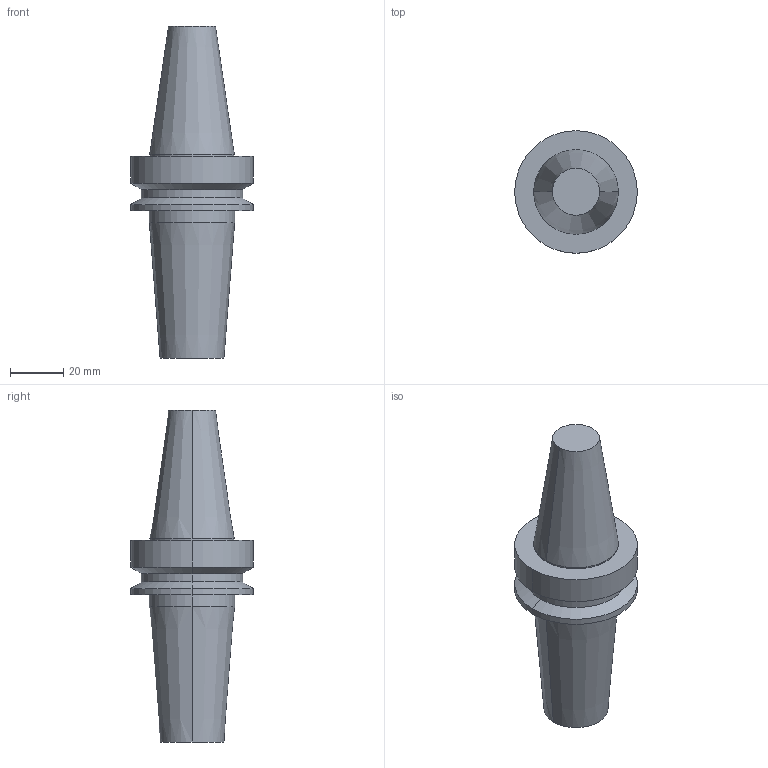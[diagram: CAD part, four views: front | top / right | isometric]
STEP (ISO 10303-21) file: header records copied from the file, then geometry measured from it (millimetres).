
FILE_DESCRIPTION (( 'STEP AP203' ), '1' );
FILE_NAME ('BBT30-SF_375-3.stp', '2022-02-23T16:24:02', ( '' ), ( '' ), 'SwSTEP 2.0', 'SolidWorks 2021', '' );
FILE_SCHEMA (( 'CONFIG_CONTROL_DESIGN' ));
Length unit declared in the file: millimetre
Products named in the file (1): BBT30-SF_375-3
Bounding box: 46 x 46 x 124.6 mm (x, y, z)
Volume: 88038.2 mm3; surface area: 15672.9 mm2
Topology: 1 solids, 1 shells, 27 faces, 52 edges, 32 vertices
Faces by surface type: cylinder 12, cone 8, plane 7
Entity records: 771 total; most frequent: DIRECTION 140, CARTESIAN_POINT 112, ORIENTED_EDGE 104, AXIS2_PLACEMENT_3D 60, EDGE_CURVE 52, VERTEX_POINT 32, CIRCLE 32, EDGE_LOOP 32
